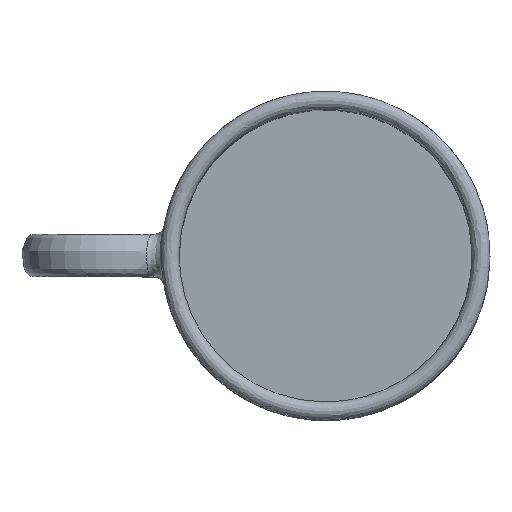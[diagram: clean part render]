
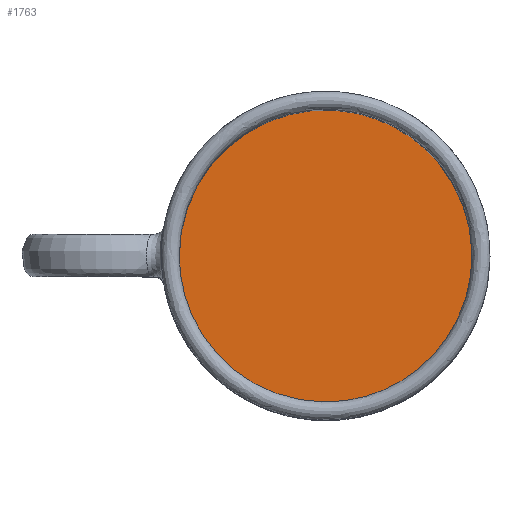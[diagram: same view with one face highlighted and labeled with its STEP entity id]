
A CAD part, top view. The second image highlights one B-rep face of the part: STEP entity #1763.
In plain terms, the highlighted free-form (B-spline) face has degree [1, 1] with [2, 2] control points.
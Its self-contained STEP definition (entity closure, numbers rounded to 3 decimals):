
#1598 = VERTEX_POINT('',#1599);
#1599 = CARTESIAN_POINT('',(-27.318,0.,
    2.522));
#1604 = EDGE_CURVE('',#1598,#1598,#1605,.T.);
#1605 = ( BOUNDED_CURVE() B_SPLINE_CURVE(2,(#1606,#1607,#1608,#1609,
#1610,#1611,#1612),.UNSPECIFIED.,.T.,.F.) B_SPLINE_CURVE_WITH_KNOTS((3,2
    ,2,3),(3.142,5.236,7.33,9.425),
.PIECEWISE_BEZIER_KNOTS.) CURVE() GEOMETRIC_REPRESENTATION_ITEM() 
RATIONAL_B_SPLINE_CURVE((1.,0.5,1.,0.5,1.,0.5,1.)) REPRESENTATION_ITEM(
  '') );
#1606 = CARTESIAN_POINT('',(-27.318,0.,
    2.522));
#1607 = CARTESIAN_POINT('',(-27.318,47.317,
    2.522));
#1608 = CARTESIAN_POINT('',(13.659,23.658,
    2.522));
#1609 = CARTESIAN_POINT('',(54.637,0.,
    2.522));
#1610 = CARTESIAN_POINT('',(13.659,-23.658,
    2.522));
#1611 = CARTESIAN_POINT('',(-27.318,-47.317,
    2.522));
#1612 = CARTESIAN_POINT('',(-27.318,0.,
    2.522));
#1763 = ADVANCED_FACE('',(#1764),#1767,.T.);
#1764 = FACE_BOUND('',#1765,.T.);
#1765 = EDGE_LOOP('',(#1766));
#1766 = ORIENTED_EDGE('',*,*,#1604,.F.);
#1767 = B_SPLINE_SURFACE_WITH_KNOTS('',1,1,(
    (#1768,#1769)
    ,(#1770,#1771
    )),.UNSPECIFIED.,.F.,.F.,.F.,(2,2),(2,2),(-32.5,32.5),(-32.5,32.5),
  .PIECEWISE_BEZIER_KNOTS.);
#1768 = CARTESIAN_POINT('',(-27.318,-27.318,
    2.522));
#1769 = CARTESIAN_POINT('',(-27.318,27.318,
    2.522));
#1770 = CARTESIAN_POINT('',(27.318,-27.318,
    2.522));
#1771 = CARTESIAN_POINT('',(27.318,27.318,
    2.522));
